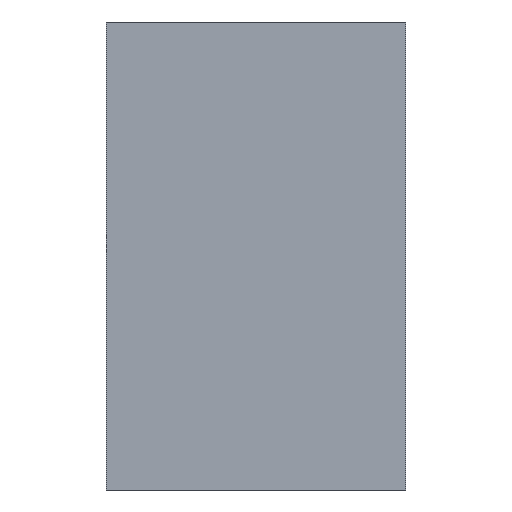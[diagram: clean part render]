
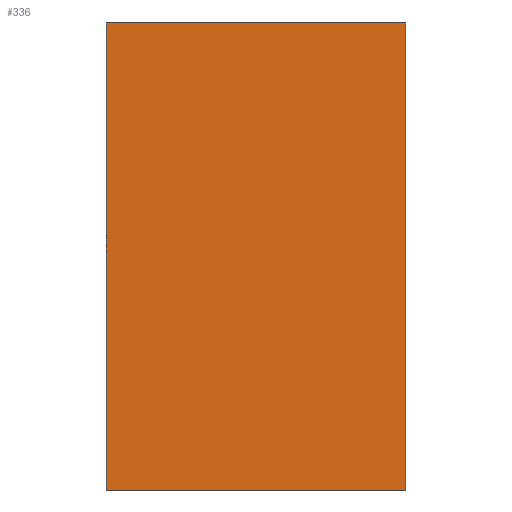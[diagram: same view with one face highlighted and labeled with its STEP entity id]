
A CAD part, front view. The second image highlights one B-rep face of the part: STEP entity #336.
In plain terms, the highlighted planar face has unit normal (0, -1, 0).
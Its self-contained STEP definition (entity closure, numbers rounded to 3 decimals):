
#1=DIRECTION('',(0.,0.,1.));
#2=VECTOR('',#1,100.);
#3=CARTESIAN_POINT('',(-32.,0.,-50.));
#4=LINE('',#3,#2);
#5=DIRECTION('',(1.,0.,0.));
#6=VECTOR('',#5,64.);
#7=CARTESIAN_POINT('',(-32.,0.,50.));
#8=LINE('',#7,#6);
#9=DIRECTION('',(0.,0.,-1.));
#10=VECTOR('',#9,100.);
#11=CARTESIAN_POINT('',(32.,0.,50.));
#12=LINE('',#11,#10);
#13=DIRECTION('',(-1.,0.,0.));
#14=VECTOR('',#13,64.);
#15=CARTESIAN_POINT('',(32.,0.,-50.));
#16=LINE('',#15,#14);
#241=CARTESIAN_POINT('',(-32.,0.,-50.));
#242=CARTESIAN_POINT('',(-32.,0.,50.));
#243=VERTEX_POINT('',#241);
#244=VERTEX_POINT('',#242);
#245=CARTESIAN_POINT('',(32.,0.,50.));
#246=VERTEX_POINT('',#245);
#247=CARTESIAN_POINT('',(32.,0.,-50.));
#248=VERTEX_POINT('',#247);
#321=CARTESIAN_POINT('',(0.,0.,0.));
#322=DIRECTION('',(0.,1.,0.));
#323=DIRECTION('',(1.,0.,0.));
#324=AXIS2_PLACEMENT_3D('',#321,#322,#323);
#325=PLANE('',#324);
#327=ORIENTED_EDGE('',*,*,#326,.T.);
#329=ORIENTED_EDGE('',*,*,#328,.T.);
#331=ORIENTED_EDGE('',*,*,#330,.T.);
#333=ORIENTED_EDGE('',*,*,#332,.T.);
#334=EDGE_LOOP('',(#327,#329,#331,#333));
#335=FACE_OUTER_BOUND('',#334,.F.);
#336=ADVANCED_FACE('',(#335),#325,.F.);
#326=EDGE_CURVE('',#243,#244,#4,.T.);
#328=EDGE_CURVE('',#244,#246,#8,.T.);
#330=EDGE_CURVE('',#246,#248,#12,.T.);
#332=EDGE_CURVE('',#248,#243,#16,.T.);
